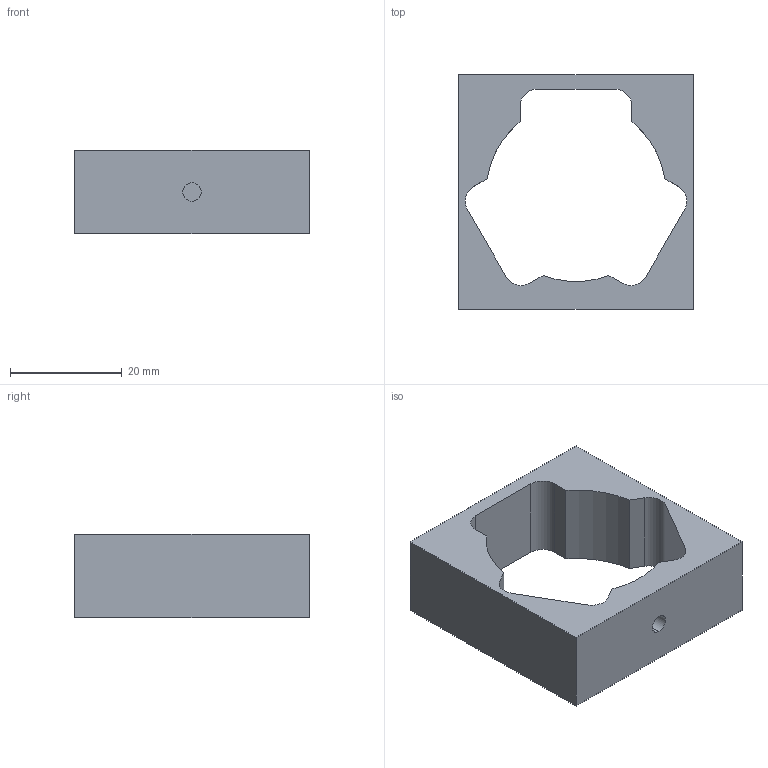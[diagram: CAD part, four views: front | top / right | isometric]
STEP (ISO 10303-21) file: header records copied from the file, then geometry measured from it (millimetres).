
FILE_DESCRIPTION (( 'STEP AP214' ), '1' );
FILE_NAME ('Trifolié-1.STEP', '2021-06-03T21:47:56', ( '' ), ( '' ), 'SwSTEP 2.0', 'SolidWorks 2019', '' );
FILE_SCHEMA (( 'AUTOMOTIVE_DESIGN' ));
Length unit declared in the file: millimetre
Products named in the file (1): Trifolié-1
Bounding box: 42 x 42 x 15 mm (x, y, z)
Volume: 11196.2 mm3; surface area: 6092.2 mm2
Topology: 1 solids, 1 shells, 35 faces, 95 edges, 60 vertices
Faces by surface type: cylinder 16, plane 15, cone 4
Entity records: 1171 total; most frequent: CARTESIAN_POINT 241, DIRECTION 191, ORIENTED_EDGE 182, EDGE_CURVE 91, AXIS2_PLACEMENT_3D 66, VERTEX_POINT 60, LINE 59, VECTOR 59
